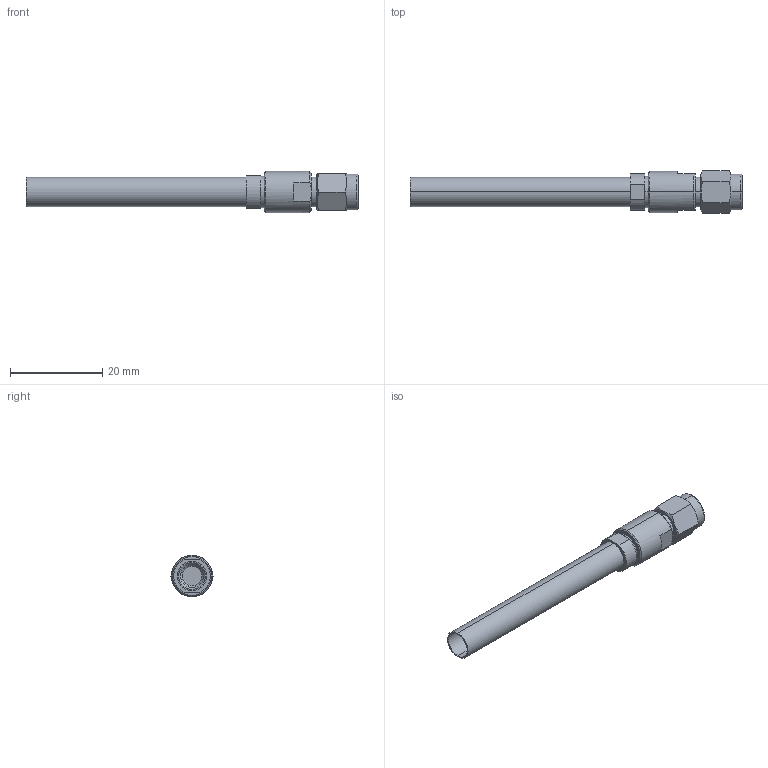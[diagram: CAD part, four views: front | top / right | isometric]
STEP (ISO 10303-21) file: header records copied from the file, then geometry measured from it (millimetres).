
FILE_DESCRIPTION (( 'STEP AP203' ), '1' );
FILE_NAME ('M-SP027.STEP', '2022-07-18T05:17:08', ( '' ), ( '' ), 'SwSTEP 2.0', 'SolidWorks 2018', '' );
FILE_SCHEMA (( 'CONFIG_CONTROL_DESIGN' ));
Length unit declared in the file: inch
Products named in the file (1): M-SP027
Bounding box: 71.83 x 9.15 x 8.89 mm (x, y, z)
Volume: 1518 mm3; surface area: 2836.7 mm2
Topology: 1 solids, 1 shells, 97 faces, 232 edges, 149 vertices
Faces by surface type: cylinder 51, plane 25, cone 17, torus 2, bspline 2
Entity records: 3636 total; most frequent: CARTESIAN_POINT 1401, ORIENTED_EDGE 464, DIRECTION 441, EDGE_CURVE 232, AXIS2_PLACEMENT_3D 179, VERTEX_POINT 149, EDGE_LOOP 109, FACE_OUTER_BOUND 97
